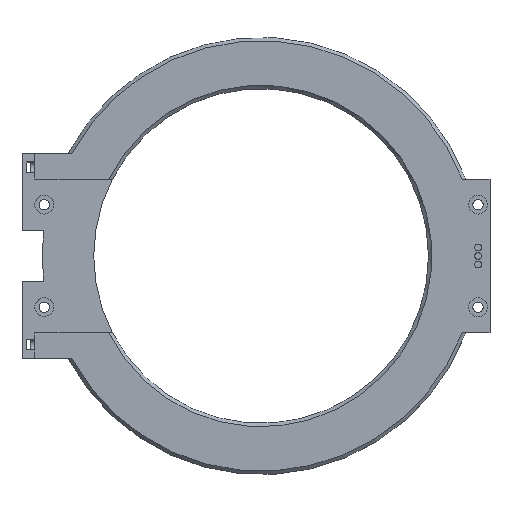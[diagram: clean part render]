
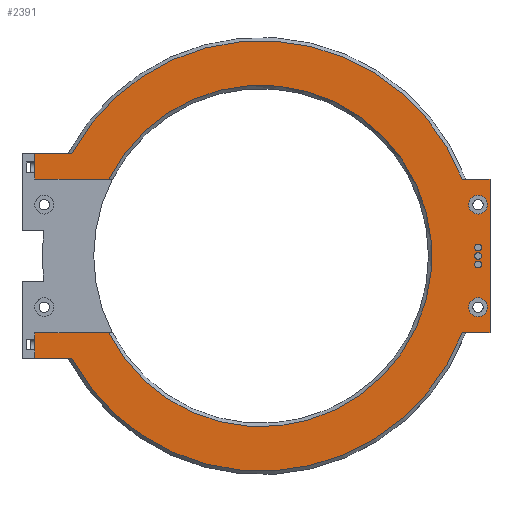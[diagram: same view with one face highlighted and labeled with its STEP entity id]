
A CAD part, top view. The second image highlights one B-rep face of the part: STEP entity #2391.
In plain terms, the highlighted planar face has unit normal (0, 0, 1).
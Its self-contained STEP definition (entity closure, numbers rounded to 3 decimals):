
#207=DIRECTION('',(-1.,0.,0.));
#208=VECTOR('',#207,21.705);
#209=CARTESIAN_POINT('',(-110.795,60.,14.5));
#210=LINE('',#209,#208);
#231=DIRECTION('',(0.,1.,0.));
#232=VECTOR('',#231,15.);
#233=CARTESIAN_POINT('',(-132.5,-60.,14.5));
#234=LINE('',#233,#232);
#235=DIRECTION('',(1.,0.,0.));
#236=VECTOR('',#235,43.197);
#237=CARTESIAN_POINT('',(-132.5,-45.,14.5));
#238=LINE('',#237,#236);
#239=DIRECTION('',(-1.,0.,0.));
#240=VECTOR('',#239,43.197);
#241=CARTESIAN_POINT('',(-89.303,45.,14.5));
#242=LINE('',#241,#240);
#243=DIRECTION('',(0.,1.,0.));
#244=VECTOR('',#243,15.);
#245=CARTESIAN_POINT('',(-132.5,45.,14.5));
#246=LINE('',#245,#244);
#247=DIRECTION('',(0.,1.,0.));
#248=VECTOR('',#247,90.);
#249=CARTESIAN_POINT('',(134.,-45.,14.5));
#250=LINE('',#249,#248);
#251=CARTESIAN_POINT('',(127.,30.,14.5));
#252=DIRECTION('',(0.,0.,1.));
#253=DIRECTION('',(1.,0.,0.));
#254=AXIS2_PLACEMENT_3D('',#251,#252,#253);
#256=CARTESIAN_POINT('',(127.,30.,14.5));
#257=DIRECTION('',(0.,0.,1.));
#258=DIRECTION('',(-1.,0.,0.));
#259=AXIS2_PLACEMENT_3D('',#256,#257,#258);
#261=CARTESIAN_POINT('',(127.,-30.,14.5));
#262=DIRECTION('',(0.,0.,1.));
#263=DIRECTION('',(1.,0.,0.));
#264=AXIS2_PLACEMENT_3D('',#261,#262,#263);
#266=CARTESIAN_POINT('',(127.,-30.,14.5));
#267=DIRECTION('',(0.,0.,1.));
#268=DIRECTION('',(-1.,0.,0.));
#269=AXIS2_PLACEMENT_3D('',#266,#267,#268);
#271=CARTESIAN_POINT('',(127.,0.,14.5));
#272=DIRECTION('',(0.,0.,1.));
#273=DIRECTION('',(1.,0.,0.));
#274=AXIS2_PLACEMENT_3D('',#271,#272,#273);
#276=CARTESIAN_POINT('',(127.,0.,14.5));
#277=DIRECTION('',(0.,0.,1.));
#278=DIRECTION('',(-1.,0.,0.));
#279=AXIS2_PLACEMENT_3D('',#276,#277,#278);
#281=CARTESIAN_POINT('',(127.,5.,14.5));
#282=DIRECTION('',(0.,0.,1.));
#283=DIRECTION('',(1.,0.,0.));
#284=AXIS2_PLACEMENT_3D('',#281,#282,#283);
#286=CARTESIAN_POINT('',(127.,5.,14.5));
#287=DIRECTION('',(0.,0.,1.));
#288=DIRECTION('',(-1.,0.,0.));
#289=AXIS2_PLACEMENT_3D('',#286,#287,#288);
#291=CARTESIAN_POINT('',(127.,-5.,14.5));
#292=DIRECTION('',(0.,0.,1.));
#293=DIRECTION('',(1.,0.,0.));
#294=AXIS2_PLACEMENT_3D('',#291,#292,#293);
#296=CARTESIAN_POINT('',(127.,-5.,14.5));
#297=DIRECTION('',(0.,0.,1.));
#298=DIRECTION('',(-1.,0.,0.));
#299=AXIS2_PLACEMENT_3D('',#296,#297,#298);
#381=CARTESIAN_POINT('',(0.,0.,14.5));
#382=DIRECTION('',(0.,0.,-1.));
#383=DIRECTION('',(-0.893,0.45,0.));
#384=AXIS2_PLACEMENT_3D('',#381,#382,#383);
#1029=DIRECTION('',(1.,0.,0.));
#1030=VECTOR('',#1029,21.705);
#1031=CARTESIAN_POINT('',(-132.5,-60.,14.5));
#1032=LINE('',#1031,#1030);
#1037=CARTESIAN_POINT('',(-0.001,0.,14.5));
#1038=DIRECTION('',(0.,0.,1.));
#1039=DIRECTION('',(-0.879,-0.476,0.));
#1040=AXIS2_PLACEMENT_3D('',#1037,#1038,#1039);
#1042=CARTESIAN_POINT('',(117.688,-45.,14.5));
#1057=CARTESIAN_POINT('',(-110.795,-60.,14.5));
#1067=DIRECTION('',(1.,0.,0.));
#1068=VECTOR('',#1067,16.312);
#1069=CARTESIAN_POINT('',(117.688,-45.,14.5));
#1070=LINE('',#1069,#1068);
#1157=DIRECTION('',(-1.,0.,0.));
#1158=VECTOR('',#1157,16.312);
#1159=CARTESIAN_POINT('',(134.,45.,14.5));
#1160=LINE('',#1159,#1158);
#1165=CARTESIAN_POINT('',(0.001,0.,14.5));
#1166=DIRECTION('',(0.,0.,1.));
#1167=DIRECTION('',(0.934,0.357,0.));
#1168=AXIS2_PLACEMENT_3D('',#1165,#1166,#1167);
#1170=CARTESIAN_POINT('',(-110.795,60.,14.5));
#1185=CARTESIAN_POINT('',(117.688,45.,14.5));
#1597=CARTESIAN_POINT('',(134.,-45.,14.5));
#1598=CARTESIAN_POINT('',(134.,45.,14.5));
#1599=VERTEX_POINT('',#1597);
#1600=VERTEX_POINT('',#1598);
#1621=VERTEX_POINT('',#1057);
#1622=VERTEX_POINT('',#1042);
#1623=VERTEX_POINT('',#1185);
#1624=VERTEX_POINT('',#1170);
#1681=CARTESIAN_POINT('',(-132.5,-60.,14.5));
#1682=CARTESIAN_POINT('',(-132.5,-45.,14.5));
#1683=VERTEX_POINT('',#1681);
#1684=VERTEX_POINT('',#1682);
#1685=CARTESIAN_POINT('',(-89.303,-45.,14.5));
#1686=VERTEX_POINT('',#1685);
#1687=CARTESIAN_POINT('',(-89.303,45.,14.5));
#1688=CARTESIAN_POINT('',(-132.5,45.,14.5));
#1689=VERTEX_POINT('',#1687);
#1690=VERTEX_POINT('',#1688);
#1691=CARTESIAN_POINT('',(-132.5,60.,14.5));
#1692=VERTEX_POINT('',#1691);
#1727=CARTESIAN_POINT('',(132.5,30.,14.5));
#1728=CARTESIAN_POINT('',(121.5,30.,14.5));
#1729=VERTEX_POINT('',#1727);
#1730=VERTEX_POINT('',#1728);
#1731=CARTESIAN_POINT('',(132.5,-30.,14.5));
#1732=CARTESIAN_POINT('',(121.5,-30.,14.5));
#1733=VERTEX_POINT('',#1731);
#1734=VERTEX_POINT('',#1732);
#1763=CARTESIAN_POINT('',(129.,0.,14.5));
#1764=CARTESIAN_POINT('',(125.,0.,14.5));
#1765=VERTEX_POINT('',#1763);
#1766=VERTEX_POINT('',#1764);
#1767=CARTESIAN_POINT('',(129.,5.,14.5));
#1768=CARTESIAN_POINT('',(125.,5.,14.5));
#1769=VERTEX_POINT('',#1767);
#1770=VERTEX_POINT('',#1768);
#1771=CARTESIAN_POINT('',(129.,-5.,14.5));
#1772=CARTESIAN_POINT('',(125.,-5.,14.5));
#1773=VERTEX_POINT('',#1771);
#1774=VERTEX_POINT('',#1772);
#2332=CARTESIAN_POINT('',(0.,0.,14.5));
#2333=DIRECTION('',(0.,0.,1.));
#2334=DIRECTION('',(1.,0.,0.));
#2335=AXIS2_PLACEMENT_3D('',#2332,#2333,#2334);
#2336=PLANE('',#2335);
#2337=ORIENTED_EDGE('',*,*,#2116,.T.);
#2339=ORIENTED_EDGE('',*,*,#2338,.T.);
#2341=ORIENTED_EDGE('',*,*,#2340,.F.);
#2343=ORIENTED_EDGE('',*,*,#2342,.T.);
#2345=ORIENTED_EDGE('',*,*,#2344,.T.);
#2346=ORIENTED_EDGE('',*,*,#2311,.F.);
#2348=ORIENTED_EDGE('',*,*,#2347,.F.);
#2350=ORIENTED_EDGE('',*,*,#2349,.F.);
#2352=ORIENTED_EDGE('',*,*,#2351,.F.);
#2354=ORIENTED_EDGE('',*,*,#2353,.F.);
#2356=ORIENTED_EDGE('',*,*,#2355,.F.);
#2358=ORIENTED_EDGE('',*,*,#2357,.F.);
#2359=EDGE_LOOP('',(#2337,#2339,#2341,#2343,#2345,#2346,#2348,#2350,#2352,#2354,
#2356,#2358));
#2360=FACE_OUTER_BOUND('',#2359,.F.);
#2362=ORIENTED_EDGE('',*,*,#2361,.T.);
#2364=ORIENTED_EDGE('',*,*,#2363,.T.);
#2365=EDGE_LOOP('',(#2362,#2364));
#2366=FACE_BOUND('',#2365,.F.);
#2368=ORIENTED_EDGE('',*,*,#2367,.T.);
#2370=ORIENTED_EDGE('',*,*,#2369,.T.);
#2371=EDGE_LOOP('',(#2368,#2370));
#2372=FACE_BOUND('',#2371,.F.);
#2374=ORIENTED_EDGE('',*,*,#2373,.T.);
#2376=ORIENTED_EDGE('',*,*,#2375,.T.);
#2377=EDGE_LOOP('',(#2374,#2376));
#2378=FACE_BOUND('',#2377,.F.);
#2380=ORIENTED_EDGE('',*,*,#2379,.T.);
#2382=ORIENTED_EDGE('',*,*,#2381,.T.);
#2383=EDGE_LOOP('',(#2380,#2382));
#2384=FACE_BOUND('',#2383,.F.);
#2386=ORIENTED_EDGE('',*,*,#2385,.T.);
#2388=ORIENTED_EDGE('',*,*,#2387,.T.);
#2389=EDGE_LOOP('',(#2386,#2388));
#2390=FACE_BOUND('',#2389,.F.);
#2391=ADVANCED_FACE('',(#2360,#2366,#2372,#2378,#2384,#2390),#2336,.T.);
#255=CIRCLE('',#254,5.5);
#260=CIRCLE('',#259,5.5);
#265=CIRCLE('',#264,5.5);
#270=CIRCLE('',#269,5.5);
#275=CIRCLE('',#274,2.);
#280=CIRCLE('',#279,2.);
#285=CIRCLE('',#284,2.);
#290=CIRCLE('',#289,2.);
#295=CIRCLE('',#294,2.);
#300=CIRCLE('',#299,2.);
#385=CIRCLE('',#384,100.);
#1041=CIRCLE('',#1040,125.998);
#1169=CIRCLE('',#1168,125.998);
#2116=EDGE_CURVE('',#1683,#1684,#234,.T.);
#2311=EDGE_CURVE('',#1624,#1692,#210,.T.);
#2338=EDGE_CURVE('',#1684,#1686,#238,.T.);
#2340=EDGE_CURVE('',#1689,#1686,#385,.T.);
#2342=EDGE_CURVE('',#1689,#1690,#242,.T.);
#2344=EDGE_CURVE('',#1690,#1692,#246,.T.);
#2347=EDGE_CURVE('',#1623,#1624,#1169,.T.);
#2349=EDGE_CURVE('',#1600,#1623,#1160,.T.);
#2351=EDGE_CURVE('',#1599,#1600,#250,.T.);
#2353=EDGE_CURVE('',#1622,#1599,#1070,.T.);
#2355=EDGE_CURVE('',#1621,#1622,#1041,.T.);
#2357=EDGE_CURVE('',#1683,#1621,#1032,.T.);
#2361=EDGE_CURVE('',#1729,#1730,#255,.T.);
#2363=EDGE_CURVE('',#1730,#1729,#260,.T.);
#2367=EDGE_CURVE('',#1733,#1734,#265,.T.);
#2369=EDGE_CURVE('',#1734,#1733,#270,.T.);
#2373=EDGE_CURVE('',#1765,#1766,#275,.T.);
#2375=EDGE_CURVE('',#1766,#1765,#280,.T.);
#2379=EDGE_CURVE('',#1769,#1770,#285,.T.);
#2381=EDGE_CURVE('',#1770,#1769,#290,.T.);
#2385=EDGE_CURVE('',#1773,#1774,#295,.T.);
#2387=EDGE_CURVE('',#1774,#1773,#300,.T.);
